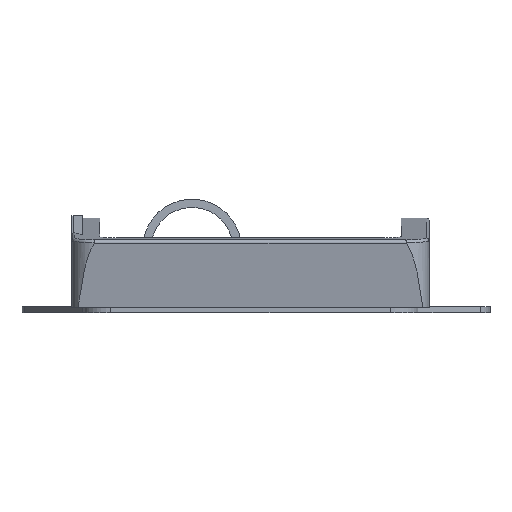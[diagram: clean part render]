
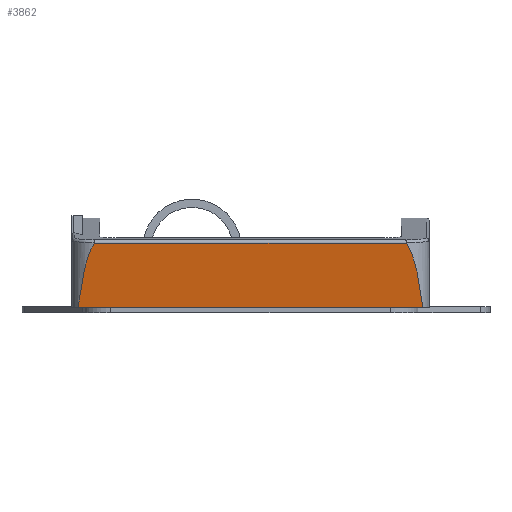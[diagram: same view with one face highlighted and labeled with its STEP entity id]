
A CAD part, front view. The second image highlights one B-rep face of the part: STEP entity #3862.
In plain terms, the highlighted planar face has unit normal (0, -0.989, -0.151).
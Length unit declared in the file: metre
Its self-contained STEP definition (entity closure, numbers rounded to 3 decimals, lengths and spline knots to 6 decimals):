
#18=ELLIPSE('',#4103,0.033021,0.005);
#20=ELLIPSE('',#4106,0.033021,0.005);
#977=ORIENTED_EDGE('',*,*,#1526,.F.);
#978=ORIENTED_EDGE('',*,*,#1670,.T.);
#979=ORIENTED_EDGE('',*,*,#1523,.F.);
#980=ORIENTED_EDGE('',*,*,#1309,.T.);
#1309=EDGE_CURVE('',#1844,#1845,#2227,.T.);
#1523=EDGE_CURVE('',#1844,#2006,#18,.T.);
#1526=EDGE_CURVE('',#2009,#1845,#20,.T.);
#1670=EDGE_CURVE('',#2009,#2006,#2538,.F.);
#1844=VERTEX_POINT('',#5449);
#1845=VERTEX_POINT('',#5450);
#2006=VERTEX_POINT('',#5878);
#2009=VERTEX_POINT('',#5889);
#2227=LINE('',#5448,#2710);
#2538=LINE('',#6174,#3021);
#2710=VECTOR('',#4389,1.);
#3021=VECTOR('',#5048,1.);
#3274=EDGE_LOOP('',(#977,#978,#979,#980));
#3492=FACE_BOUND('',#3274,.T.);
#3674=PLANE('',#4182);
#3862=ADVANCED_FACE('',(#3492),#3674,.F.);
#4103=AXIS2_PLACEMENT_3D('',#5881,#4748,#4749);
#4106=AXIS2_PLACEMENT_3D('',#5890,#4754,#4755);
#4182=AXIS2_PLACEMENT_3D('',#6173,#5046,#5047);
#4389=DIRECTION('',(1.,0.,0.));
#4748=DIRECTION('',(0.,0.988,0.151));
#4749=DIRECTION('',(0.,0.151,-0.988));
#4754=DIRECTION('',(0.,0.988,0.151));
#4755=DIRECTION('',(0.,0.151,-0.988));
#5046=DIRECTION('',(0.,0.988,0.151));
#5047=DIRECTION('',(0.,-0.151,0.988));
#5048=DIRECTION('',(1.,0.,0.));
#5448=CARTESIAN_POINT('',(-0.067769,-0.048843,0.001));
#5449=CARTESIAN_POINT('',(-0.031115,-0.048843,0.001));
#5450=CARTESIAN_POINT('',(0.031115,-0.048843,0.001));
#5878=CARTESIAN_POINT('',(-0.028128,-0.050614,0.012559));
#5881=CARTESIAN_POINT('',(-0.027231,-0.045695,-0.019551));
#5889=CARTESIAN_POINT('',(0.028128,-0.050614,0.012559));
#5890=CARTESIAN_POINT('',(0.027231,-0.045695,-0.019551));
#6173=CARTESIAN_POINT('',(-0.067769,-0.049769,0.007045));
#6174=CARTESIAN_POINT('',(-0.067769,-0.050614,0.012559));
